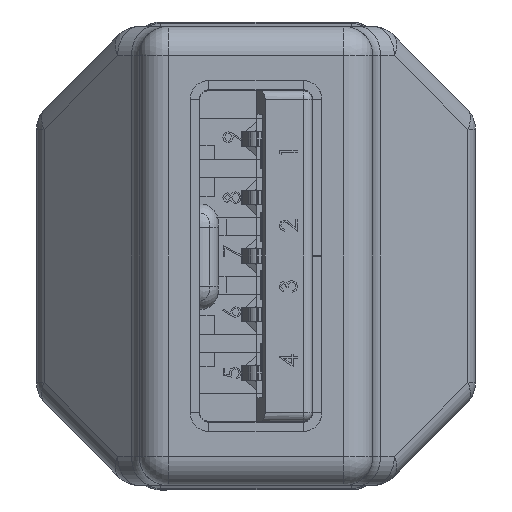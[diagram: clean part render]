
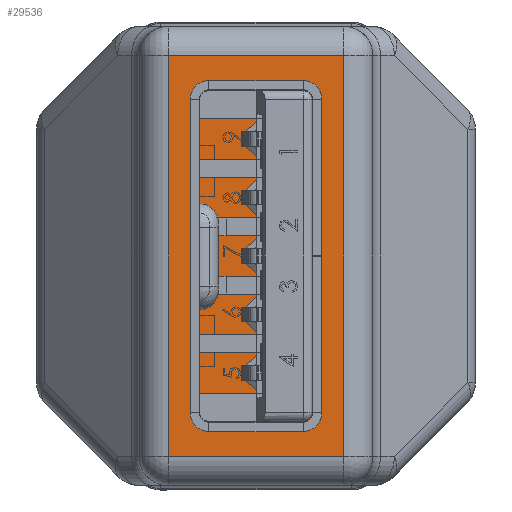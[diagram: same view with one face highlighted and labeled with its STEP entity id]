
A CAD part, left-side view. The second image highlights one B-rep face of the part: STEP entity #29536.
In plain terms, the highlighted face is planar.
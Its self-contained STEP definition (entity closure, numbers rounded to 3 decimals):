
#2 = EDGE_CURVE ( 'NONE', #32079, #55893, #72410, .T. ) ;
#313 = CARTESIAN_POINT ( 'NONE',  ( -6.85, 4., 0. ) ) ;
#6565 = DIRECTION ( 'NONE',  ( 0., 0., 1. ) ) ;
#9866 = VERTEX_POINT ( 'NONE', #19495 ) ;
#11009 = FACE_OUTER_BOUND ( 'NONE', #36940, .T. ) ;
#12220 = ORIENTED_EDGE ( 'NONE', *, *, #37404, .T. ) ;
#13094 = CARTESIAN_POINT ( 'NONE',  ( 6.85, -3., 0. ) ) ;
#17738 = DIRECTION ( 'NONE',  ( 0., -1., 0. ) ) ;
#18456 = DIRECTION ( 'NONE',  ( -1., 0., 0. ) ) ;
#18721 = PLANE ( 'NONE',  #76976 ) ;
#18801 = DIRECTION ( 'NONE',  ( 0., 1., 0. ) ) ;
#19495 = CARTESIAN_POINT ( 'NONE',  ( -6.85, 3., 0. ) ) ;
#20047 = VECTOR ( 'NONE', #18801, 1000. ) ;
#20385 = VECTOR ( 'NONE', #18456, 1000. ) ;
#26780 = ORIENTED_EDGE ( 'NONE', *, *, #2, .T. ) ;
#29536 = ADVANCED_FACE ( 'NONE', ( #11009 ), #18721, .F. ) ;
#32079 = VERTEX_POINT ( 'NONE', #44151 ) ;
#36940 = EDGE_LOOP ( 'NONE', ( #56117, #26780, #44728, #12220 ) ) ;
#37404 = EDGE_CURVE ( 'NONE', #64687, #9866, #52288, .T. ) ;
#39728 = DIRECTION ( 'NONE',  ( 1., 0., 0. ) ) ;
#41217 = LINE ( 'NONE', #43548, #20385 ) ;
#42250 = EDGE_CURVE ( 'NONE', #55893, #64687, #41217, .T. ) ;
#43548 = CARTESIAN_POINT ( 'NONE',  ( -7.85, -3., 0. ) ) ;
#44151 = CARTESIAN_POINT ( 'NONE',  ( 6.85, 3., 0. ) ) ;
#44728 = ORIENTED_EDGE ( 'NONE', *, *, #42250, .T. ) ;
#47938 = CARTESIAN_POINT ( 'NONE',  ( 6.85, 4., 0. ) ) ;
#49048 = CARTESIAN_POINT ( 'NONE',  ( -6.85, -3., 0. ) ) ;
#50359 = LINE ( 'NONE', #51683, #57981 ) ;
#51683 = CARTESIAN_POINT ( 'NONE',  ( 7.85, 3., 0. ) ) ;
#52288 = LINE ( 'NONE', #313, #20047 ) ;
#55893 = VERTEX_POINT ( 'NONE', #13094 ) ;
#56117 = ORIENTED_EDGE ( 'NONE', *, *, #65043, .T. ) ;
#56124 = CARTESIAN_POINT ( 'NONE',  ( -7.85, 4., 0. ) ) ;
#57981 = VECTOR ( 'NONE', #39728, 1000. ) ;
#64687 = VERTEX_POINT ( 'NONE', #49048 ) ;
#65043 = EDGE_CURVE ( 'NONE', #9866, #32079, #50359, .T. ) ;
#69605 = VECTOR ( 'NONE', #17738, 1000. ) ;
#72410 = LINE ( 'NONE', #47938, #69605 ) ;
#73597 = DIRECTION ( 'NONE',  ( 1., 0., 0. ) ) ;
#76976 = AXIS2_PLACEMENT_3D ( 'NONE', #56124, #6565, #73597 ) ;
